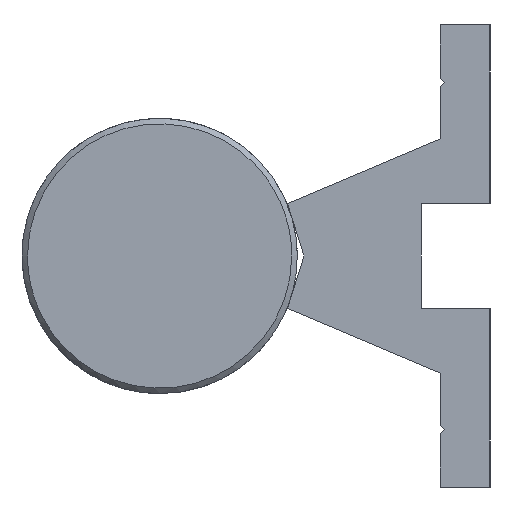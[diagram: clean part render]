
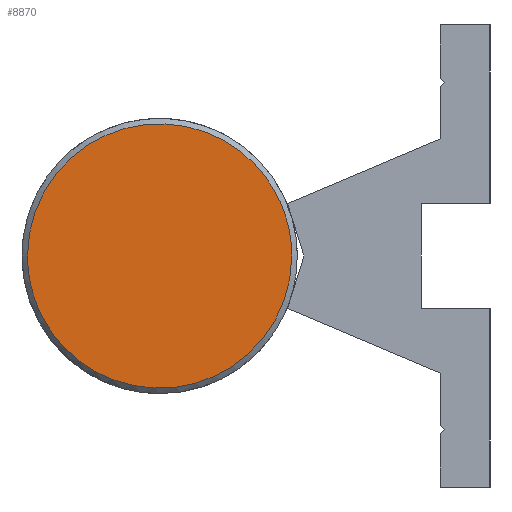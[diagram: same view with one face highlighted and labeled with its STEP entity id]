
A CAD part, left-side view. The second image highlights one B-rep face of the part: STEP entity #8870.
In plain terms, the highlighted free-form (B-spline) face has degree [1, 1] with [2, 2] control points.
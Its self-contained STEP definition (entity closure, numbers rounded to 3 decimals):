
#8350 = CARTESIAN_POINT ('', (0., 84., 0.));
#8360 = VERTEX_POINT ('', #8350);
#8420 = CARTESIAN_POINT ('', (0., 36., 0.));
#8430 = VERTEX_POINT ('', #8420);
#8440 = CARTESIAN_POINT ('', (0., 84., 0.));
#8450 = CARTESIAN_POINT ('', (0., 84., 48.));
#8460 = CARTESIAN_POINT ('', (0., 36., 48.));
#8470 = CARTESIAN_POINT ('', (0., 36., 0.));
#8480 = (
   BOUNDED_CURVE ()
   B_SPLINE_CURVE (3, (#8440, #8450, #8460, #8470), .UNSPECIFIED., .F., .U.)
   B_SPLINE_CURVE_WITH_KNOTS ((4, 4), (0., 1.), .UNSPECIFIED.)
   CURVE ()
   GEOMETRIC_REPRESENTATION_ITEM ()
   RATIONAL_B_SPLINE_CURVE ((1., 0.333, 0.333, 1.))
   REPRESENTATION_ITEM ('')
);
#8490 = EDGE_CURVE ('', #8360, #8430, #8480, .T.);
#8510 = CARTESIAN_POINT ('', (0., 36., 0.));
#8520 = CARTESIAN_POINT ('', (0., 36., -48.));
#8530 = CARTESIAN_POINT ('', (0., 84., -48.));
#8540 = CARTESIAN_POINT ('', (0., 84., 0.));
#8550 = (
   BOUNDED_CURVE ()
   B_SPLINE_CURVE (3, (#8510, #8520, #8530, #8540), .UNSPECIFIED., .F., .U.)
   B_SPLINE_CURVE_WITH_KNOTS ((4, 4), (0., 1.), .UNSPECIFIED.)
   CURVE ()
   GEOMETRIC_REPRESENTATION_ITEM ()
   RATIONAL_B_SPLINE_CURVE ((1., 0.333, 0.333, 1.))
   REPRESENTATION_ITEM ('')
);
#8560 = EDGE_CURVE ('', #8430, #8360, #8550, .T.);
#8780 = ORIENTED_EDGE ('', *, *, #8560, .F.);
#8790 = ORIENTED_EDGE ('', *, *, #8490, .F.);
#8800 = EDGE_LOOP ('', (#8780, #8790));
#8810 = FACE_OUTER_BOUND ('', #8800, .T.);
#8820 = CARTESIAN_POINT ('', (0., 35.712, 24.288));
#8830 = CARTESIAN_POINT ('', (0., 35.712, -24.288));
#8840 = CARTESIAN_POINT ('', (0., 84.288, 24.288));
#8850 = CARTESIAN_POINT ('', (0., 84.288, -24.288));
#8860 = B_SPLINE_SURFACE_WITH_KNOTS ('', 1, 1, ((#8820, #8830), (#8840, #8850)), .UNSPECIFIED., .F., .F., .U., (2, 2), (2, 2), (0., 1.), (0., 1.), .UNSPECIFIED.);
#8870 = ADVANCED_FACE ('', (#8810), #8860, .T.);
